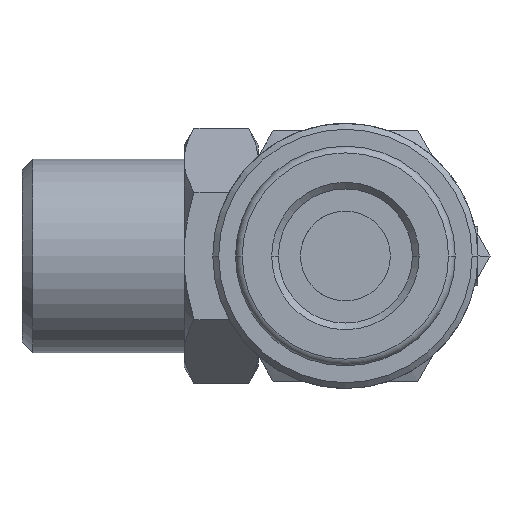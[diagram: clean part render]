
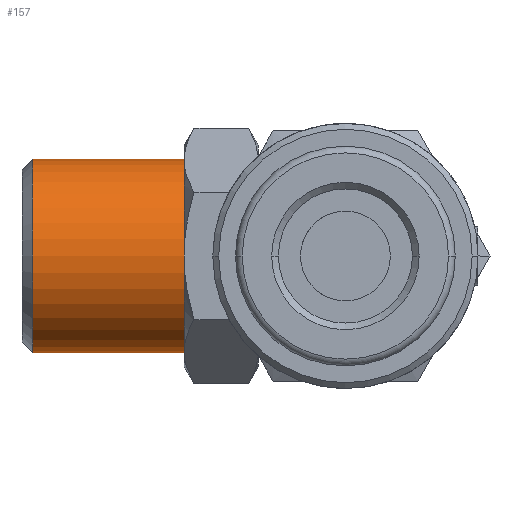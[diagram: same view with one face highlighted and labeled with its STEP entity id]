
A CAD part, front view. The second image highlights one B-rep face of the part: STEP entity #157.
In plain terms, the highlighted cylindrical face has radius 6.579 mm (diameter 13.157 mm), a partial arc.
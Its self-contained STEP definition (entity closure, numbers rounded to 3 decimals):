
#157=ADVANCED_FACE('',(#414),#415,.T.);
#414=FACE_OUTER_BOUND('',#772,.T.);
#415=CYLINDRICAL_SURFACE('',#773,6.579);
#772=EDGE_LOOP('',(#1178,#1179,#1180,#1181));
#773=AXIS2_PLACEMENT_3D('',#1182,#1183,#1184);
#1178=ORIENTED_EDGE('',*,*,#2165,.F.);
#1179=ORIENTED_EDGE('',*,*,#2136,.T.);
#1180=ORIENTED_EDGE('',*,*,#2166,.F.);
#1181=ORIENTED_EDGE('',*,*,#2167,.F.);
#1182=CARTESIAN_POINT('',(-15.35,48.125,0.0));
#1183=DIRECTION('',(-1.0,0.,0.));
#1184=DIRECTION('',(0.,0.,-1.0));
#2136=EDGE_CURVE('',#2547,#2546,#2549,.T.);
#2165=EDGE_CURVE('',#2547,#2597,#2598,.T.);
#2166=EDGE_CURVE('',#2599,#2546,#2600,.T.);
#2167=EDGE_CURVE('',#2597,#2599,#2601,.T.);
#2546=VERTEX_POINT('',#3202);
#2547=VERTEX_POINT('',#3203);
#2549=CIRCLE('',#3205,6.579);
#2597=VERTEX_POINT('',#3322);
#2598=LINE('',#3323,#3324);
#2599=VERTEX_POINT('',#3325);
#2600=LINE('',#3326,#3327);
#2601=CIRCLE('',#3328,6.579);
#3202=CARTESIAN_POINT('',(-10.95,48.125,6.579));
#3203=CARTESIAN_POINT('',(-10.95,48.125,-6.579));
#3205=AXIS2_PLACEMENT_3D('',#4876,#4877,#4878);
#3322=CARTESIAN_POINT('',(-21.227,48.125,-6.579));
#3323=CARTESIAN_POINT('',(-15.35,48.125,-6.579));
#3324=VECTOR('',#4909,1.0);
#3325=CARTESIAN_POINT('',(-21.227,48.125,6.579));
#3326=CARTESIAN_POINT('',(-15.35,48.125,6.579));
#3327=VECTOR('',#4910,1.0);
#3328=AXIS2_PLACEMENT_3D('',#4911,#4912,#4913);
#4876=CARTESIAN_POINT('',(-10.95,48.125,0.0));
#4877=DIRECTION('',(-1.0,0.,0.));
#4878=DIRECTION('',(0.,0.,-1.0));
#4909=DIRECTION('',(-1.0,0.,0.));
#4910=DIRECTION('',(1.0,0.,0.));
#4911=CARTESIAN_POINT('',(-21.227,48.125,0.0));
#4912=DIRECTION('',(-1.0,0.,0.));
#4913=DIRECTION('',(0.,0.,-1.0));
